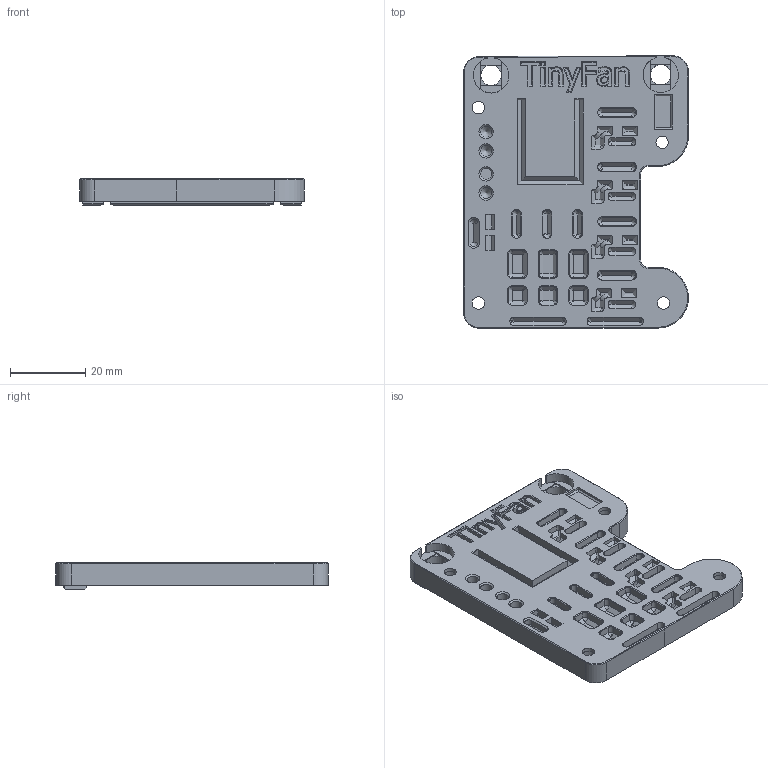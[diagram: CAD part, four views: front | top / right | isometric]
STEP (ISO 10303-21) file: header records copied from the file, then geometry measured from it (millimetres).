
FILE_DESCRIPTION(/* description */ (''),/* implementation_level */ '2;1');
FILE_NAME(/* name */ 'TinyFan_Extrusion_1pc_360.stp',/* time_stamp */ '2022-09-15T21:41:10+02:00',/* author */ ('Rama'),/* organization */ (''),/* preprocessor_version */ 'ST-DEVELOPER v19.2',/* originating_system */ 'Autodesk Inventor 2023',/* authorisation */ '');
FILE_SCHEMA (('AUTOMOTIVE_DESIGN { 1 0 10303 214 3 1 1 }'));
Length unit declared in the file: millimetre
Products named in the file (1): Bauteil11
Bounding box: 59.63 x 72.23 x 7 mm (x, y, z)
Volume: 20839.9 mm3; surface area: 11914.9 mm2
Topology: 1 solids, 1 shells, 926 faces, 2218 edges, 1256 vertices
Faces by surface type: plane 580, cone 164, cylinder 130, bspline 52
Full cylindrical faces by diameter (mm): 3 x4, 3.3 x4, 4.7 x4, 5.4 x2
Entity records: 27562 total; most frequent: CARTESIAN_POINT 6854, ORIENTED_EDGE 4268, DIRECTION 4158, EDGE_CURVE 2134, LINE 1640, VECTOR 1640, AXIS2_PLACEMENT_3D 1259, VERTEX_POINT 1256
